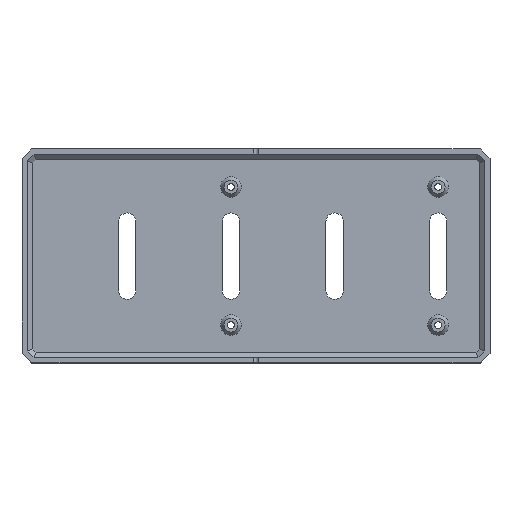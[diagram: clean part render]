
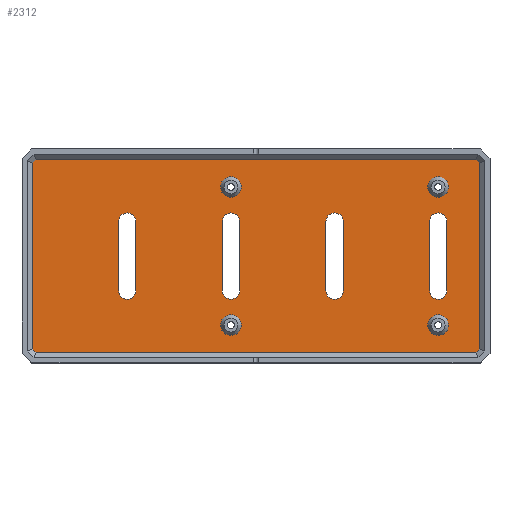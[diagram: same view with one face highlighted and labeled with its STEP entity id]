
A CAD part, top view. The second image highlights one B-rep face of the part: STEP entity #2312.
In plain terms, the highlighted planar face has unit normal (0, 0, 1).
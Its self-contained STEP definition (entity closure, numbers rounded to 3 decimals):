
#87=FACE_BOUND('',#402,.T.);
#88=FACE_BOUND('',#403,.T.);
#89=FACE_BOUND('',#404,.T.);
#90=FACE_BOUND('',#405,.T.);
#91=FACE_BOUND('',#406,.T.);
#92=FACE_BOUND('',#407,.T.);
#93=FACE_BOUND('',#408,.T.);
#94=FACE_BOUND('',#409,.T.);
#168=CIRCLE('',#2486,6.);
#169=CIRCLE('',#2487,6.);
#170=CIRCLE('',#2488,6.);
#171=CIRCLE('',#2489,6.);
#172=CIRCLE('',#2490,5.);
#173=CIRCLE('',#2491,5.);
#174=CIRCLE('',#2492,5.);
#175=CIRCLE('',#2493,5.);
#176=CIRCLE('',#2494,5.);
#177=CIRCLE('',#2495,5.);
#178=CIRCLE('',#2496,5.);
#179=CIRCLE('',#2497,5.);
#257=FACE_OUTER_BOUND('',#401,.T.);
#401=EDGE_LOOP('',(#1719,#1720,#1721,#1722,#1723,#1724,#1725,#1726));
#402=EDGE_LOOP('',(#1727));
#403=EDGE_LOOP('',(#1728));
#404=EDGE_LOOP('',(#1729));
#405=EDGE_LOOP('',(#1730));
#406=EDGE_LOOP('',(#1731,#1732,#1733,#1734));
#407=EDGE_LOOP('',(#1735,#1736,#1737,#1738));
#408=EDGE_LOOP('',(#1739,#1740,#1741,#1742));
#409=EDGE_LOOP('',(#1743,#1744,#1745,#1746));
#598=LINE('',#3501,#825);
#602=LINE('',#3509,#829);
#605=LINE('',#3515,#832);
#608=LINE('',#3521,#835);
#611=LINE('',#3526,#838);
#614=LINE('',#3532,#841);
#617=LINE('',#3538,#844);
#620=LINE('',#3542,#847);
#637=LINE('',#3609,#864);
#638=LINE('',#3613,#865);
#639=LINE('',#3617,#866);
#640=LINE('',#3621,#867);
#641=LINE('',#3625,#868);
#642=LINE('',#3629,#869);
#643=LINE('',#3633,#870);
#644=LINE('',#3637,#871);
#825=VECTOR('',#2781,10.);
#829=VECTOR('',#2787,10.);
#832=VECTOR('',#2792,10.);
#835=VECTOR('',#2797,10.);
#838=VECTOR('',#2802,10.);
#841=VECTOR('',#2807,10.);
#844=VECTOR('',#2812,10.);
#847=VECTOR('',#2817,10.);
#864=VECTOR('',#2876,10.);
#865=VECTOR('',#2879,10.);
#866=VECTOR('',#2882,10.);
#867=VECTOR('',#2885,10.);
#868=VECTOR('',#2888,10.);
#869=VECTOR('',#2891,10.);
#870=VECTOR('',#2894,10.);
#871=VECTOR('',#2897,10.);
#1070=VERTEX_POINT('',#3499);
#1071=VERTEX_POINT('',#3500);
#1074=VERTEX_POINT('',#3508);
#1076=VERTEX_POINT('',#3514);
#1078=VERTEX_POINT('',#3520);
#1079=VERTEX_POINT('',#3525);
#1081=VERTEX_POINT('',#3531);
#1083=VERTEX_POINT('',#3537);
#1107=VERTEX_POINT('',#3599);
#1108=VERTEX_POINT('',#3601);
#1109=VERTEX_POINT('',#3603);
#1110=VERTEX_POINT('',#3605);
#1111=VERTEX_POINT('',#3607);
#1112=VERTEX_POINT('',#3608);
#1113=VERTEX_POINT('',#3610);
#1114=VERTEX_POINT('',#3612);
#1115=VERTEX_POINT('',#3615);
#1116=VERTEX_POINT('',#3616);
#1117=VERTEX_POINT('',#3618);
#1118=VERTEX_POINT('',#3620);
#1119=VERTEX_POINT('',#3623);
#1120=VERTEX_POINT('',#3624);
#1121=VERTEX_POINT('',#3626);
#1122=VERTEX_POINT('',#3628);
#1123=VERTEX_POINT('',#3631);
#1124=VERTEX_POINT('',#3632);
#1125=VERTEX_POINT('',#3634);
#1126=VERTEX_POINT('',#3636);
#1300=EDGE_CURVE('',#1070,#1071,#598,.T.);
#1304=EDGE_CURVE('',#1071,#1074,#602,.T.);
#1307=EDGE_CURVE('',#1074,#1076,#605,.T.);
#1310=EDGE_CURVE('',#1076,#1078,#608,.T.);
#1313=EDGE_CURVE('',#1078,#1079,#611,.T.);
#1316=EDGE_CURVE('',#1079,#1081,#614,.T.);
#1319=EDGE_CURVE('',#1081,#1083,#617,.T.);
#1322=EDGE_CURVE('',#1083,#1070,#620,.T.);
#1351=EDGE_CURVE('',#1107,#1107,#168,.T.);
#1352=EDGE_CURVE('',#1108,#1108,#169,.T.);
#1353=EDGE_CURVE('',#1109,#1109,#170,.T.);
#1354=EDGE_CURVE('',#1110,#1110,#171,.T.);
#1355=EDGE_CURVE('',#1111,#1112,#637,.T.);
#1356=EDGE_CURVE('',#1112,#1113,#172,.T.);
#1357=EDGE_CURVE('',#1113,#1114,#638,.T.);
#1358=EDGE_CURVE('',#1114,#1111,#173,.T.);
#1359=EDGE_CURVE('',#1115,#1116,#639,.T.);
#1360=EDGE_CURVE('',#1116,#1117,#174,.T.);
#1361=EDGE_CURVE('',#1117,#1118,#640,.T.);
#1362=EDGE_CURVE('',#1118,#1115,#175,.T.);
#1363=EDGE_CURVE('',#1119,#1120,#641,.T.);
#1364=EDGE_CURVE('',#1120,#1121,#176,.T.);
#1365=EDGE_CURVE('',#1121,#1122,#642,.T.);
#1366=EDGE_CURVE('',#1122,#1119,#177,.T.);
#1367=EDGE_CURVE('',#1123,#1124,#643,.T.);
#1368=EDGE_CURVE('',#1124,#1125,#178,.T.);
#1369=EDGE_CURVE('',#1125,#1126,#644,.T.);
#1370=EDGE_CURVE('',#1126,#1123,#179,.T.);
#1719=ORIENTED_EDGE('',*,*,#1300,.F.);
#1720=ORIENTED_EDGE('',*,*,#1322,.F.);
#1721=ORIENTED_EDGE('',*,*,#1319,.F.);
#1722=ORIENTED_EDGE('',*,*,#1316,.F.);
#1723=ORIENTED_EDGE('',*,*,#1313,.F.);
#1724=ORIENTED_EDGE('',*,*,#1310,.F.);
#1725=ORIENTED_EDGE('',*,*,#1307,.F.);
#1726=ORIENTED_EDGE('',*,*,#1304,.F.);
#1727=ORIENTED_EDGE('',*,*,#1351,.T.);
#1728=ORIENTED_EDGE('',*,*,#1352,.T.);
#1729=ORIENTED_EDGE('',*,*,#1353,.T.);
#1730=ORIENTED_EDGE('',*,*,#1354,.T.);
#1731=ORIENTED_EDGE('',*,*,#1355,.T.);
#1732=ORIENTED_EDGE('',*,*,#1356,.T.);
#1733=ORIENTED_EDGE('',*,*,#1357,.T.);
#1734=ORIENTED_EDGE('',*,*,#1358,.T.);
#1735=ORIENTED_EDGE('',*,*,#1359,.T.);
#1736=ORIENTED_EDGE('',*,*,#1360,.T.);
#1737=ORIENTED_EDGE('',*,*,#1361,.T.);
#1738=ORIENTED_EDGE('',*,*,#1362,.T.);
#1739=ORIENTED_EDGE('',*,*,#1363,.T.);
#1740=ORIENTED_EDGE('',*,*,#1364,.T.);
#1741=ORIENTED_EDGE('',*,*,#1365,.T.);
#1742=ORIENTED_EDGE('',*,*,#1366,.T.);
#1743=ORIENTED_EDGE('',*,*,#1367,.T.);
#1744=ORIENTED_EDGE('',*,*,#1368,.T.);
#1745=ORIENTED_EDGE('',*,*,#1369,.T.);
#1746=ORIENTED_EDGE('',*,*,#1370,.T.);
#2238=PLANE('',#2485);
#2312=ADVANCED_FACE('',(#257,#87,#88,#89,#90,#91,#92,#93,#94),#2238,.T.);
#2485=AXIS2_PLACEMENT_3D('',#3598,#2866,#2867);
#2486=AXIS2_PLACEMENT_3D('',#3600,#2868,#2869);
#2487=AXIS2_PLACEMENT_3D('',#3602,#2870,#2871);
#2488=AXIS2_PLACEMENT_3D('',#3604,#2872,#2873);
#2489=AXIS2_PLACEMENT_3D('',#3606,#2874,#2875);
#2490=AXIS2_PLACEMENT_3D('',#3611,#2877,#2878);
#2491=AXIS2_PLACEMENT_3D('',#3614,#2880,#2881);
#2492=AXIS2_PLACEMENT_3D('',#3619,#2883,#2884);
#2493=AXIS2_PLACEMENT_3D('',#3622,#2886,#2887);
#2494=AXIS2_PLACEMENT_3D('',#3627,#2889,#2890);
#2495=AXIS2_PLACEMENT_3D('',#3630,#2892,#2893);
#2496=AXIS2_PLACEMENT_3D('',#3635,#2895,#2896);
#2497=AXIS2_PLACEMENT_3D('',#3638,#2898,#2899);
#2781=DIRECTION('',(-1.,0.,0.));
#2787=DIRECTION('',(-0.707,0.707,0.));
#2792=DIRECTION('',(0.,1.,0.));
#2797=DIRECTION('',(0.707,0.707,0.));
#2802=DIRECTION('',(1.,0.,0.));
#2807=DIRECTION('',(0.707,-0.707,0.));
#2812=DIRECTION('',(0.,-1.,0.));
#2817=DIRECTION('',(-0.707,-0.707,0.));
#2866=DIRECTION('center_axis',(0.,0.,1.));
#2867=DIRECTION('ref_axis',(1.,0.,0.));
#2868=DIRECTION('center_axis',(0.,0.,-1.));
#2869=DIRECTION('ref_axis',(-1.,0.,0.));
#2870=DIRECTION('center_axis',(0.,0.,-1.));
#2871=DIRECTION('ref_axis',(-1.,0.,0.));
#2872=DIRECTION('center_axis',(0.,0.,-1.));
#2873=DIRECTION('ref_axis',(-1.,0.,0.));
#2874=DIRECTION('center_axis',(0.,0.,-1.));
#2875=DIRECTION('ref_axis',(-1.,0.,0.));
#2876=DIRECTION('',(0.,1.,0.));
#2877=DIRECTION('center_axis',(0.,0.,-1.));
#2878=DIRECTION('ref_axis',(-1.,0.,0.));
#2879=DIRECTION('',(0.,-1.,0.));
#2880=DIRECTION('center_axis',(0.,0.,-1.));
#2881=DIRECTION('ref_axis',(1.,0.,0.));
#2882=DIRECTION('',(0.,-1.,0.));
#2883=DIRECTION('center_axis',(0.,0.,-1.));
#2884=DIRECTION('ref_axis',(1.,0.,0.));
#2885=DIRECTION('',(0.,1.,0.));
#2886=DIRECTION('center_axis',(0.,0.,-1.));
#2887=DIRECTION('ref_axis',(-1.,0.,0.));
#2888=DIRECTION('',(0.,-1.,0.));
#2889=DIRECTION('center_axis',(0.,0.,-1.));
#2890=DIRECTION('ref_axis',(1.,0.,0.));
#2891=DIRECTION('',(0.,1.,0.));
#2892=DIRECTION('center_axis',(0.,0.,-1.));
#2893=DIRECTION('ref_axis',(-1.,0.,0.));
#2894=DIRECTION('',(0.,-1.,0.));
#2895=DIRECTION('center_axis',(0.,0.,-1.));
#2896=DIRECTION('ref_axis',(1.,0.,0.));
#2897=DIRECTION('',(0.,1.,0.));
#2898=DIRECTION('center_axis',(0.,0.,-1.));
#2899=DIRECTION('ref_axis',(-1.,0.,0.));
#3499=CARTESIAN_POINT('',(204.757,-7.,0.));
#3500=CARTESIAN_POINT('',(-49.757,-7.,0.));
#3501=CARTESIAN_POINT('',(11.25,-7.,0.));
#3508=CARTESIAN_POINT('',(-52.,-4.757,0.));
#3509=CARTESIAN_POINT('',(-32.504,-24.254,0.));
#3514=CARTESIAN_POINT('',(-52.,102.757,0.));
#3515=CARTESIAN_POINT('',(-52.,78.5,0.));
#3520=CARTESIAN_POINT('',(-49.757,105.,0.));
#3521=CARTESIAN_POINT('',(-32.504,122.254,0.));
#3525=CARTESIAN_POINT('',(204.757,105.,0.));
#3526=CARTESIAN_POINT('',(143.75,105.,0.));
#3531=CARTESIAN_POINT('',(207.,102.757,0.));
#3532=CARTESIAN_POINT('',(187.504,122.254,0.));
#3537=CARTESIAN_POINT('',(207.,-4.757,0.));
#3538=CARTESIAN_POINT('',(207.,19.5,0.));
#3542=CARTESIAN_POINT('',(187.504,-24.254,0.));
#3598=CARTESIAN_POINT('Origin',(77.5,49.,0.));
#3599=CARTESIAN_POINT('',(189.,9.,0.));
#3600=CARTESIAN_POINT('Origin',(183.,9.,0.));
#3601=CARTESIAN_POINT('',(69.,89.,0.));
#3602=CARTESIAN_POINT('Origin',(63.,89.,0.));
#3603=CARTESIAN_POINT('',(189.,89.,0.));
#3604=CARTESIAN_POINT('Origin',(183.,89.,0.));
#3605=CARTESIAN_POINT('',(69.,9.,0.));
#3606=CARTESIAN_POINT('Origin',(63.,9.,0.));
#3607=CARTESIAN_POINT('',(178.,29.,0.));
#3608=CARTESIAN_POINT('',(178.,69.,0.));
#3609=CARTESIAN_POINT('',(178.,59.,0.));
#3610=CARTESIAN_POINT('',(188.,69.,0.));
#3611=CARTESIAN_POINT('Origin',(183.,69.,0.));
#3612=CARTESIAN_POINT('',(188.,29.,0.));
#3613=CARTESIAN_POINT('',(188.,39.,0.));
#3614=CARTESIAN_POINT('Origin',(183.,29.,0.));
#3615=CARTESIAN_POINT('',(128.,69.,0.));
#3616=CARTESIAN_POINT('',(128.,29.,0.));
#3617=CARTESIAN_POINT('',(128.,39.,0.));
#3618=CARTESIAN_POINT('',(118.,29.,0.));
#3619=CARTESIAN_POINT('Origin',(123.,29.,0.));
#3620=CARTESIAN_POINT('',(118.,69.,0.));
#3621=CARTESIAN_POINT('',(118.,59.,0.));
#3622=CARTESIAN_POINT('Origin',(123.,69.,0.));
#3623=CARTESIAN_POINT('',(68.,69.,0.));
#3624=CARTESIAN_POINT('',(68.,29.,0.));
#3625=CARTESIAN_POINT('',(68.,39.,0.));
#3626=CARTESIAN_POINT('',(58.,29.,0.));
#3627=CARTESIAN_POINT('Origin',(63.,29.,0.));
#3628=CARTESIAN_POINT('',(58.,69.,0.));
#3629=CARTESIAN_POINT('',(58.,59.,0.));
#3630=CARTESIAN_POINT('Origin',(63.,69.,0.));
#3631=CARTESIAN_POINT('',(8.,69.,0.));
#3632=CARTESIAN_POINT('',(8.,29.,0.));
#3633=CARTESIAN_POINT('',(8.,39.,0.));
#3634=CARTESIAN_POINT('',(-2.,29.,0.));
#3635=CARTESIAN_POINT('Origin',(3.,29.,0.));
#3636=CARTESIAN_POINT('',(-2.,69.,0.));
#3637=CARTESIAN_POINT('',(-2.,59.,0.));
#3638=CARTESIAN_POINT('Origin',(3.,69.,0.));
